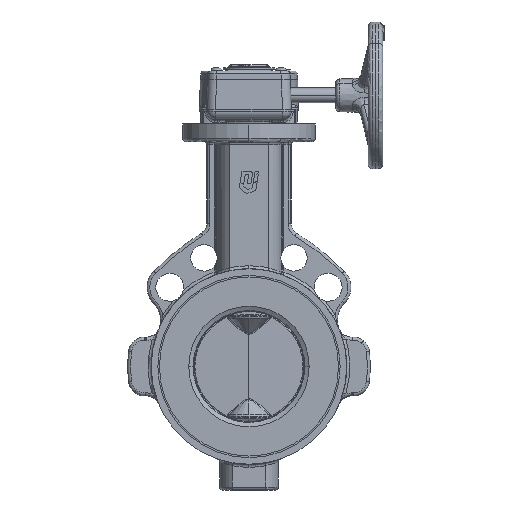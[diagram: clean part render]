
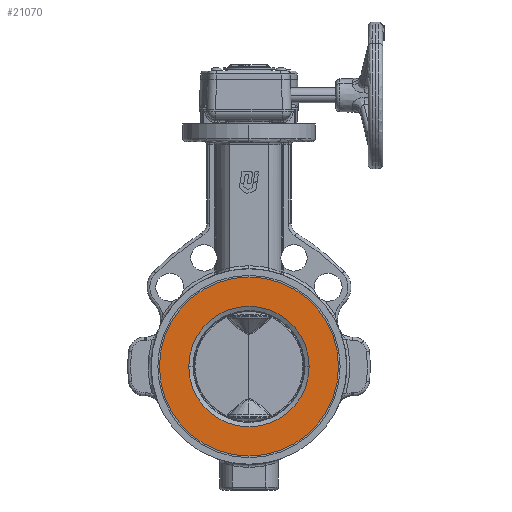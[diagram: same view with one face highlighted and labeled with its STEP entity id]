
A CAD part, left-side view. The second image highlights one B-rep face of the part: STEP entity #21070.
In plain terms, the highlighted planar face has unit normal (-1, 0, 0).
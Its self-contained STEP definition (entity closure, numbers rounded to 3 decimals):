
#1848=CARTESIAN_POINT('',(-23.1,40.964,-0.));
#1849=VERTEX_POINT('',#1848);
#1856=CARTESIAN_POINT('',(-23.1,-40.964,0.));
#1857=VERTEX_POINT('',#1856);
#1858=CARTESIAN_POINT('',(-23.1,-0.,-0.));
#1859=DIRECTION('',(1.,0.,-0.));
#1860=DIRECTION('',(0.,-1.,0.));
#1861=AXIS2_PLACEMENT_3D('',#1858,#1859,#1860);
#1862=CIRCLE('',#1861,40.964);
#1863=EDGE_CURVE('NONE',#1857,#1849,#1862,.T.);
#2214=CARTESIAN_POINT('',(-23.1,-60.9,0.));
#2215=VERTEX_POINT('',#2214);
#2216=CARTESIAN_POINT('',(-23.1,60.9,-0.));
#2217=VERTEX_POINT('',#2216);
#2218=CARTESIAN_POINT('',(-23.1,-0.,-0.));
#2219=DIRECTION('',(1.,0.,-0.));
#2220=DIRECTION('',(0.,-1.,0.));
#2221=AXIS2_PLACEMENT_3D('',#2218,#2219,#2220);
#2222=CIRCLE('',#2221,60.9);
#2223=EDGE_CURVE('NONE',#2215,#2217,#2222,.T.);
#21045=CARTESIAN_POINT('',(-23.1,-50.932,0.));
#21046=DIRECTION('',(-1.,-0.,0.));
#21047=DIRECTION('',(0.,-0.,-1.));
#21048=AXIS2_PLACEMENT_3D('',#21045,#21046,#21047);
#21049=PLANE('',#21048);
#21050=ORIENTED_EDGE('',*,*,#2223,.F.);
#21051=CARTESIAN_POINT('',(-23.1,-0.,-0.));
#21052=DIRECTION('',(1.,0.,-0.));
#21053=DIRECTION('',(0.,-1.,0.));
#21054=AXIS2_PLACEMENT_3D('',#21051,#21052,#21053);
#21055=CIRCLE('',#21054,60.9);
#21056=EDGE_CURVE('NONE',#2217,#2215,#21055,.T.);
#21057=ORIENTED_EDGE('',*,*,#21056,.F.);
#21058=EDGE_LOOP('',(#21050,#21057));
#21059=FACE_BOUND('',#21058,.T.);
#21060=ORIENTED_EDGE('',*,*,#1863,.T.);
#21061=CARTESIAN_POINT('',(-23.1,-0.,-0.));
#21062=DIRECTION('',(1.,0.,-0.));
#21063=DIRECTION('',(0.,-1.,0.));
#21064=AXIS2_PLACEMENT_3D('',#21061,#21062,#21063);
#21065=CIRCLE('',#21064,40.964);
#21066=EDGE_CURVE('NONE',#1849,#1857,#21065,.T.);
#21067=ORIENTED_EDGE('',*,*,#21066,.T.);
#21068=EDGE_LOOP('',(#21060,#21067));
#21069=FACE_BOUND('',#21068,.T.);
#21070=ADVANCED_FACE('NONE',(#21059,#21069),#21049,.T.);
